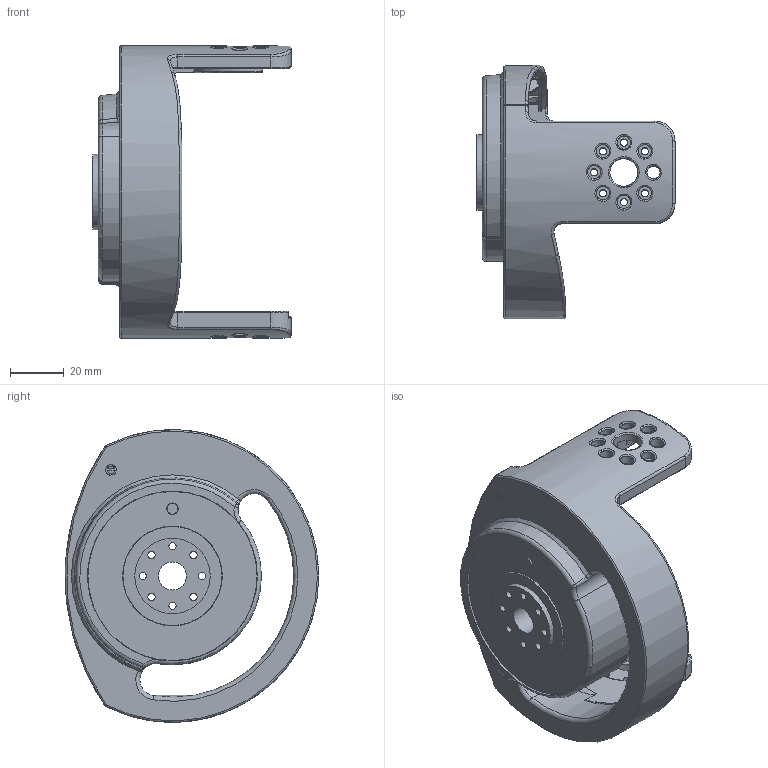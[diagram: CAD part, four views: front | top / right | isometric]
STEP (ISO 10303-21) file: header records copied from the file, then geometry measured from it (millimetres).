
FILE_DESCRIPTION(/* description */ (''),/* implementation_level */ '2;1');
FILE_NAME(/* name */ 'Hip Joint Left Skin.step',/* time_stamp */ '2017-06-24T13:20:20+10:00',/* author */ (''),/* organization */ (''),/* preprocessor_version */ 'ST-DEVELOPER v16.13',/* originating_system */ 'Autodesk Translation Framework v6.1.1.50',/* authorisation */ '');
FILE_SCHEMA (('AUTOMOTIVE_DESIGN { 1 0 10303 214 3 1 1 }'));
Length unit declared in the file: millimetre
Products named in the file (1): Hip Joint Left v3
Bounding box: 73.5 x 94.02 x 108.5 mm (x, y, z)
Volume: 76016.2 mm3; surface area: 45682.6 mm2
Topology: 1 solids, 1 shells, 547 faces, 1485 edges, 956 vertices
Faces by surface type: plane 184, cylinder 183, bspline 85, torus 64, cone 23, sphere 8
Full cylindrical faces by diameter (mm): 2.7 x22, 4.9 x24, 10.4 x3, 28 x1
Entity records: 31365 total; most frequent: CARTESIAN_POINT 17973, ORIENTED_EDGE 2846, DIRECTION 2733, EDGE_CURVE 1423, AXIS2_PLACEMENT_3D 1126, VERTEX_POINT 955, EDGE_LOOP 680, CIRCLE 585
